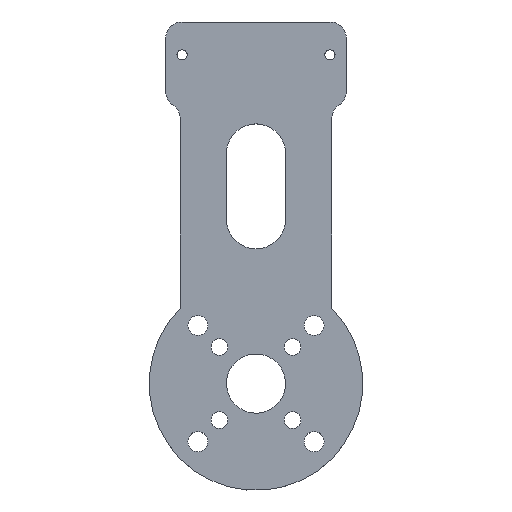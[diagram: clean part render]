
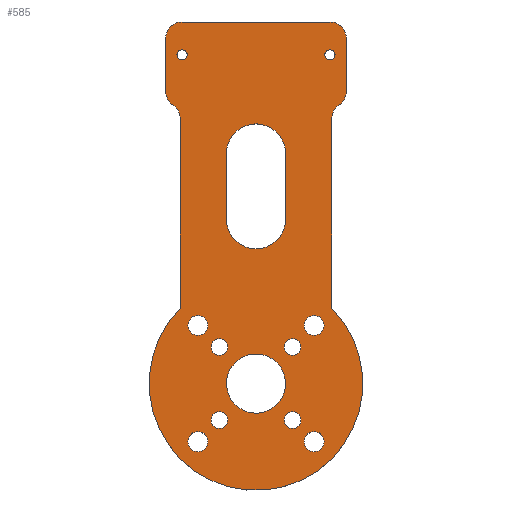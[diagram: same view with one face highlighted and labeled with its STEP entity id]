
A CAD part, top view. The second image highlights one B-rep face of the part: STEP entity #585.
In plain terms, the highlighted planar face has unit normal (0, 0, 1).
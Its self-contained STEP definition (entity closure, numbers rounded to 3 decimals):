
#15=FACE_BOUND('',#94,.T.);
#16=FACE_BOUND('',#95,.T.);
#17=FACE_BOUND('',#96,.T.);
#18=FACE_BOUND('',#97,.T.);
#19=FACE_BOUND('',#98,.T.);
#20=FACE_BOUND('',#99,.T.);
#21=FACE_BOUND('',#100,.T.);
#22=FACE_BOUND('',#101,.T.);
#23=FACE_BOUND('',#102,.T.);
#24=FACE_BOUND('',#103,.T.);
#25=FACE_BOUND('',#104,.T.);
#26=FACE_BOUND('',#105,.T.);
#41=PLANE('',#665);
#64=FACE_OUTER_BOUND('',#93,.T.);
#93=EDGE_LOOP('',(#451,#452,#453,#454,#455,#456,#457,#458,#459,#460,#461,
#462));
#94=EDGE_LOOP('',(#463));
#95=EDGE_LOOP('',(#464));
#96=EDGE_LOOP('',(#465));
#97=EDGE_LOOP('',(#466));
#98=EDGE_LOOP('',(#467));
#99=EDGE_LOOP('',(#468));
#100=EDGE_LOOP('',(#469));
#101=EDGE_LOOP('',(#470));
#102=EDGE_LOOP('',(#471));
#103=EDGE_LOOP('',(#472));
#104=EDGE_LOOP('',(#473,#474,#475,#476));
#105=EDGE_LOOP('',(#477));
#143=LINE('',#945,#184);
#147=LINE('',#955,#188);
#151=LINE('',#973,#192);
#152=LINE('',#977,#193);
#153=LINE('',#981,#194);
#154=LINE('',#987,#195);
#155=LINE('',#990,#196);
#184=VECTOR('',#773,10.);
#188=VECTOR('',#785,10.);
#192=VECTOR('',#803,10.);
#193=VECTOR('',#806,10.);
#194=VECTOR('',#809,10.);
#195=VECTOR('',#814,10.);
#196=VECTOR('',#817,10.);
#212=CIRCLE('',#622,2.55);
#214=CIRCLE('',#625,2.55);
#216=CIRCLE('',#628,1.55);
#218=CIRCLE('',#631,3.05);
#220=CIRCLE('',#634,2.55);
#222=CIRCLE('',#637,3.05);
#224=CIRCLE('',#640,1.55);
#226=CIRCLE('',#643,3.05);
#228=CIRCLE('',#646,2.55);
#230=CIRCLE('',#649,3.05);
#233=CIRCLE('',#653,9.);
#235=CIRCLE('',#657,9.);
#236=CIRCLE('',#660,5.);
#238=CIRCLE('',#663,5.);
#240=CIRCLE('',#666,5.);
#241=CIRCLE('',#667,5.);
#242=CIRCLE('',#668,5.);
#243=CIRCLE('',#669,5.);
#244=CIRCLE('',#670,32.5);
#245=CIRCLE('',#671,9.);
#252=VERTEX_POINT('',#873);
#254=VERTEX_POINT('',#879);
#256=VERTEX_POINT('',#885);
#258=VERTEX_POINT('',#891);
#260=VERTEX_POINT('',#897);
#262=VERTEX_POINT('',#903);
#264=VERTEX_POINT('',#909);
#266=VERTEX_POINT('',#915);
#268=VERTEX_POINT('',#921);
#270=VERTEX_POINT('',#927);
#274=VERTEX_POINT('',#936);
#275=VERTEX_POINT('',#938);
#277=VERTEX_POINT('',#944);
#279=VERTEX_POINT('',#950);
#280=VERTEX_POINT('',#957);
#281=VERTEX_POINT('',#958);
#284=VERTEX_POINT('',#966);
#286=VERTEX_POINT('',#972);
#287=VERTEX_POINT('',#974);
#288=VERTEX_POINT('',#976);
#289=VERTEX_POINT('',#978);
#290=VERTEX_POINT('',#980);
#291=VERTEX_POINT('',#982);
#292=VERTEX_POINT('',#984);
#293=VERTEX_POINT('',#986);
#294=VERTEX_POINT('',#988);
#295=VERTEX_POINT('',#991);
#306=EDGE_CURVE('',#252,#252,#212,.T.);
#309=EDGE_CURVE('',#254,#254,#214,.T.);
#312=EDGE_CURVE('',#256,#256,#216,.T.);
#315=EDGE_CURVE('',#258,#258,#218,.T.);
#318=EDGE_CURVE('',#260,#260,#220,.T.);
#321=EDGE_CURVE('',#262,#262,#222,.T.);
#324=EDGE_CURVE('',#264,#264,#224,.T.);
#327=EDGE_CURVE('',#266,#266,#226,.T.);
#330=EDGE_CURVE('',#268,#268,#228,.T.);
#333=EDGE_CURVE('',#270,#270,#230,.T.);
#338=EDGE_CURVE('',#275,#274,#233,.T.);
#341=EDGE_CURVE('',#277,#275,#143,.T.);
#344=EDGE_CURVE('',#279,#277,#235,.T.);
#347=EDGE_CURVE('',#274,#279,#147,.T.);
#348=EDGE_CURVE('',#280,#281,#236,.T.);
#352=EDGE_CURVE('',#281,#284,#238,.T.);
#355=EDGE_CURVE('',#280,#286,#151,.T.);
#356=EDGE_CURVE('',#287,#286,#240,.T.);
#357=EDGE_CURVE('',#287,#288,#152,.T.);
#358=EDGE_CURVE('',#289,#288,#241,.T.);
#359=EDGE_CURVE('',#289,#290,#153,.T.);
#360=EDGE_CURVE('',#291,#290,#242,.T.);
#361=EDGE_CURVE('',#292,#291,#243,.T.);
#362=EDGE_CURVE('',#292,#293,#154,.T.);
#363=EDGE_CURVE('',#293,#294,#244,.T.);
#364=EDGE_CURVE('',#294,#284,#155,.T.);
#365=EDGE_CURVE('',#295,#295,#245,.T.);
#451=ORIENTED_EDGE('',*,*,#348,.F.);
#452=ORIENTED_EDGE('',*,*,#355,.T.);
#453=ORIENTED_EDGE('',*,*,#356,.F.);
#454=ORIENTED_EDGE('',*,*,#357,.T.);
#455=ORIENTED_EDGE('',*,*,#358,.F.);
#456=ORIENTED_EDGE('',*,*,#359,.T.);
#457=ORIENTED_EDGE('',*,*,#360,.F.);
#458=ORIENTED_EDGE('',*,*,#361,.F.);
#459=ORIENTED_EDGE('',*,*,#362,.T.);
#460=ORIENTED_EDGE('',*,*,#363,.T.);
#461=ORIENTED_EDGE('',*,*,#364,.T.);
#462=ORIENTED_EDGE('',*,*,#352,.F.);
#463=ORIENTED_EDGE('',*,*,#306,.T.);
#464=ORIENTED_EDGE('',*,*,#309,.T.);
#465=ORIENTED_EDGE('',*,*,#312,.T.);
#466=ORIENTED_EDGE('',*,*,#315,.T.);
#467=ORIENTED_EDGE('',*,*,#318,.T.);
#468=ORIENTED_EDGE('',*,*,#321,.T.);
#469=ORIENTED_EDGE('',*,*,#324,.T.);
#470=ORIENTED_EDGE('',*,*,#327,.T.);
#471=ORIENTED_EDGE('',*,*,#330,.T.);
#472=ORIENTED_EDGE('',*,*,#333,.T.);
#473=ORIENTED_EDGE('',*,*,#344,.T.);
#474=ORIENTED_EDGE('',*,*,#341,.T.);
#475=ORIENTED_EDGE('',*,*,#338,.T.);
#476=ORIENTED_EDGE('',*,*,#347,.T.);
#477=ORIENTED_EDGE('',*,*,#365,.T.);
#585=ADVANCED_FACE('',(#64,#15,#16,#17,#18,#19,#20,#21,#22,#23,#24,#25,
#26),#41,.T.);
#622=AXIS2_PLACEMENT_3D('',#874,#694,#695);
#625=AXIS2_PLACEMENT_3D('',#880,#701,#702);
#628=AXIS2_PLACEMENT_3D('',#886,#708,#709);
#631=AXIS2_PLACEMENT_3D('',#892,#715,#716);
#634=AXIS2_PLACEMENT_3D('',#898,#722,#723);
#637=AXIS2_PLACEMENT_3D('',#904,#729,#730);
#640=AXIS2_PLACEMENT_3D('',#910,#736,#737);
#643=AXIS2_PLACEMENT_3D('',#916,#743,#744);
#646=AXIS2_PLACEMENT_3D('',#922,#750,#751);
#649=AXIS2_PLACEMENT_3D('',#928,#757,#758);
#653=AXIS2_PLACEMENT_3D('',#939,#767,#768);
#657=AXIS2_PLACEMENT_3D('',#951,#779,#780);
#660=AXIS2_PLACEMENT_3D('',#959,#788,#789);
#663=AXIS2_PLACEMENT_3D('',#967,#796,#797);
#665=AXIS2_PLACEMENT_3D('',#971,#801,#802);
#666=AXIS2_PLACEMENT_3D('',#975,#804,#805);
#667=AXIS2_PLACEMENT_3D('',#979,#807,#808);
#668=AXIS2_PLACEMENT_3D('',#983,#810,#811);
#669=AXIS2_PLACEMENT_3D('',#985,#812,#813);
#670=AXIS2_PLACEMENT_3D('',#989,#815,#816);
#671=AXIS2_PLACEMENT_3D('',#992,#818,#819);
#694=DIRECTION('center_axis',(0.,0.,-1.));
#695=DIRECTION('ref_axis',(1.,0.,0.));
#701=DIRECTION('center_axis',(0.,0.,-1.));
#702=DIRECTION('ref_axis',(1.,0.,0.));
#708=DIRECTION('center_axis',(0.,0.,-1.));
#709=DIRECTION('ref_axis',(1.,0.,0.));
#715=DIRECTION('center_axis',(0.,0.,-1.));
#716=DIRECTION('ref_axis',(1.,0.,0.));
#722=DIRECTION('center_axis',(0.,0.,-1.));
#723=DIRECTION('ref_axis',(1.,0.,0.));
#729=DIRECTION('center_axis',(0.,0.,-1.));
#730=DIRECTION('ref_axis',(1.,0.,0.));
#736=DIRECTION('center_axis',(0.,0.,-1.));
#737=DIRECTION('ref_axis',(1.,0.,0.));
#743=DIRECTION('center_axis',(0.,0.,-1.));
#744=DIRECTION('ref_axis',(1.,0.,0.));
#750=DIRECTION('center_axis',(0.,0.,-1.));
#751=DIRECTION('ref_axis',(1.,0.,0.));
#757=DIRECTION('center_axis',(0.,0.,-1.));
#758=DIRECTION('ref_axis',(1.,0.,0.));
#767=DIRECTION('center_axis',(0.,0.,-1.));
#768=DIRECTION('ref_axis',(1.,0.,0.));
#773=DIRECTION('',(0.,1.,0.));
#779=DIRECTION('center_axis',(0.,0.,-1.));
#780=DIRECTION('ref_axis',(-1.,0.,0.));
#785=DIRECTION('',(0.,-1.,0.));
#788=DIRECTION('center_axis',(0.,0.,-1.));
#789=DIRECTION('ref_axis',(0.883,-0.47,0.));
#796=DIRECTION('center_axis',(0.,0.,1.));
#797=DIRECTION('ref_axis',(-0.118,0.993,0.));
#801=DIRECTION('center_axis',(0.,0.,1.));
#802=DIRECTION('ref_axis',(1.,0.,0.));
#803=DIRECTION('',(0.,1.,0.));
#804=DIRECTION('center_axis',(0.,0.,-1.));
#805=DIRECTION('ref_axis',(0.707,0.707,0.));
#806=DIRECTION('',(-1.,0.,0.));
#807=DIRECTION('center_axis',(0.,0.,-1.));
#808=DIRECTION('ref_axis',(-0.707,0.707,0.));
#809=DIRECTION('',(0.,-1.,0.));
#810=DIRECTION('center_axis',(0.,0.,-1.));
#811=DIRECTION('ref_axis',(-0.883,-0.47,0.));
#812=DIRECTION('center_axis',(0.,0.,1.));
#813=DIRECTION('ref_axis',(0.118,0.993,0.));
#814=DIRECTION('',(0.,-1.,0.));
#815=DIRECTION('center_axis',(0.,0.,1.));
#816=DIRECTION('ref_axis',(-0.981,-0.194,0.));
#817=DIRECTION('',(0.,1.,0.));
#818=DIRECTION('center_axis',(0.,0.,-1.));
#819=DIRECTION('ref_axis',(0.714,0.7,0.));
#873=CARTESIAN_POINT('',(-13.687,11.137,5.));
#874=CARTESIAN_POINT('Origin',(-11.137,11.137,5.));
#879=CARTESIAN_POINT('',(8.587,-11.137,5.));
#880=CARTESIAN_POINT('Origin',(11.137,-11.137,5.));
#885=CARTESIAN_POINT('',(-24.05,100.,5.));
#886=CARTESIAN_POINT('Origin',(-22.5,100.,5.));
#891=CARTESIAN_POINT('',(-20.728,17.678,5.));
#892=CARTESIAN_POINT('Origin',(-17.678,17.678,5.));
#897=CARTESIAN_POINT('',(8.587,11.137,5.));
#898=CARTESIAN_POINT('Origin',(11.137,11.137,5.));
#903=CARTESIAN_POINT('',(14.628,17.678,5.));
#904=CARTESIAN_POINT('Origin',(17.678,17.678,5.));
#909=CARTESIAN_POINT('',(20.95,100.,5.));
#910=CARTESIAN_POINT('Origin',(22.5,100.,5.));
#915=CARTESIAN_POINT('',(-20.728,-17.678,5.));
#916=CARTESIAN_POINT('Origin',(-17.678,-17.678,5.));
#921=CARTESIAN_POINT('',(-13.687,-11.137,5.));
#922=CARTESIAN_POINT('Origin',(-11.137,-11.137,5.));
#927=CARTESIAN_POINT('',(14.628,-17.678,5.));
#928=CARTESIAN_POINT('Origin',(17.678,-17.678,5.));
#936=CARTESIAN_POINT('',(9.,70.,5.));
#938=CARTESIAN_POINT('',(-9.,70.,5.));
#939=CARTESIAN_POINT('Origin',(0.,70.,5.));
#944=CARTESIAN_POINT('',(-9.,50.,5.));
#945=CARTESIAN_POINT('',(-9.,44.375,5.));
#950=CARTESIAN_POINT('',(9.,50.,5.));
#951=CARTESIAN_POINT('Origin',(0.,50.,5.));
#955=CARTESIAN_POINT('',(9.,54.375,5.));
#957=CARTESIAN_POINT('',(27.472,88.916,5.));
#958=CARTESIAN_POINT('',(25.266,84.769,5.));
#959=CARTESIAN_POINT('Origin',(22.472,88.916,5.));
#966=CARTESIAN_POINT('',(23.06,80.623,5.));
#967=CARTESIAN_POINT('Origin',(28.06,80.623,5.));
#971=CARTESIAN_POINT('Origin',(0.,38.75,5.));
#972=CARTESIAN_POINT('',(27.472,105.,5.));
#973=CARTESIAN_POINT('',(27.472,85.588,5.));
#974=CARTESIAN_POINT('',(22.472,110.,5.));
#975=CARTESIAN_POINT('Origin',(22.472,105.,5.));
#976=CARTESIAN_POINT('',(-22.472,110.,5.));
#977=CARTESIAN_POINT('',(27.472,110.,5.));
#978=CARTESIAN_POINT('',(-27.472,105.,5.));
#979=CARTESIAN_POINT('Origin',(-22.472,105.,5.));
#980=CARTESIAN_POINT('',(-27.472,88.916,5.));
#981=CARTESIAN_POINT('',(-27.472,110.,5.));
#982=CARTESIAN_POINT('',(-25.266,84.769,5.));
#983=CARTESIAN_POINT('Origin',(-22.472,88.916,5.));
#984=CARTESIAN_POINT('',(-23.061,80.623,5.));
#985=CARTESIAN_POINT('Origin',(-28.061,80.623,5.));
#986=CARTESIAN_POINT('',(-23.061,22.901,5.));
#987=CARTESIAN_POINT('',(-23.061,85.589,5.));
#988=CARTESIAN_POINT('',(23.06,22.901,5.));
#989=CARTESIAN_POINT('Origin',(0.,0.,5.));
#990=CARTESIAN_POINT('',(23.06,22.901,5.));
#991=CARTESIAN_POINT('',(-6.427,-6.3,5.));
#992=CARTESIAN_POINT('Origin',(0.,0.,5.));
